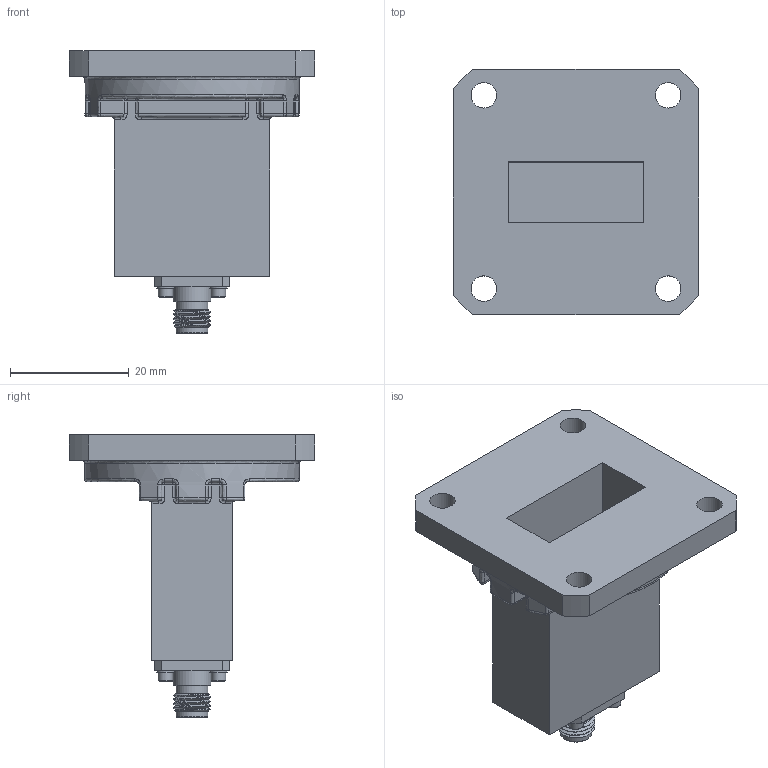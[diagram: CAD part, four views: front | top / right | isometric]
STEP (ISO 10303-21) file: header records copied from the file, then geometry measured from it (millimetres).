
FILE_DESCRIPTION (( 'STEP AP203' ), '1' );
FILE_NAME ('PEWCA1075.step', '2020-04-28T20:34:54', ( '' ), ( '' ), 'SwSTEP 2.0', 'SolidWorks 2018', '' );
FILE_SCHEMA (( 'CONFIG_CONTROL_DESIGN' ));
Length unit declared in the file: inch
Products named in the file (1): PEWCA1075
Bounding box: 41.27 x 41.27 x 47.5 mm (x, y, z)
Volume: 14173.2 mm3; surface area: 9955.7 mm2
Topology: 1 solids, 6 shells, 395 faces, 852 edges, 494 vertices
Faces by surface type: bspline 184, plane 121, cylinder 52, cone 38
Full cylindrical faces by diameter (mm): 1.016 x2, 1.27 x2, 1.524 x12, 1.854 x5, 2.438 x4, 2.946 x4, 4.293 x4, 4.521 x1, 5.08 x1, 5.334 x2, 6.35 x1, 36.116 x1
Entity records: 27121 total; most frequent: CARTESIAN_POINT 20695, ORIENTED_EDGE 1512, EDGE_CURVE 756, DIRECTION 752, B_SPLINE_CURVE_WITH_KNOTS 504, EDGE_LOOP 468, VERTEX_POINT 454, FACE_OUTER_BOUND 415
